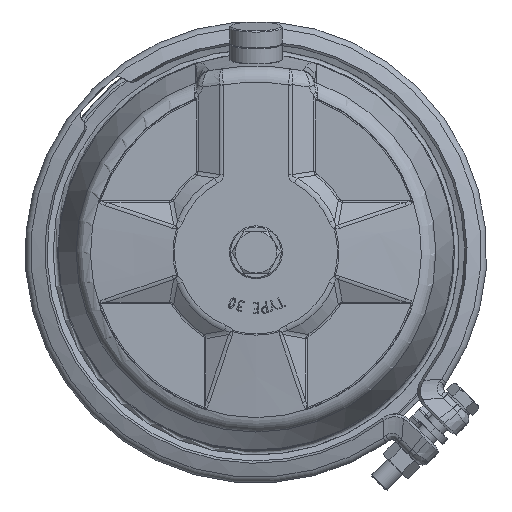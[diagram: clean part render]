
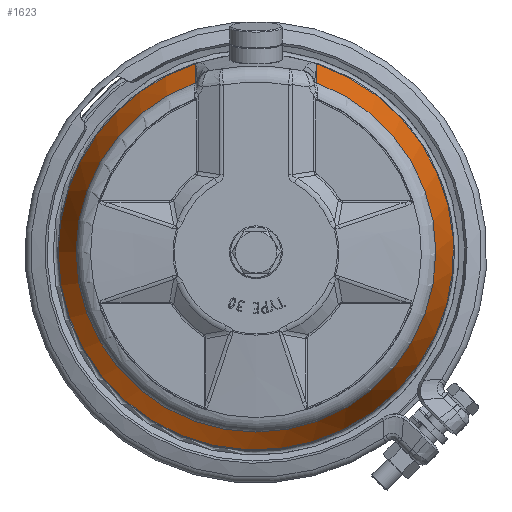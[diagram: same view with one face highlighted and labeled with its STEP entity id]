
A CAD part, left-side view. The second image highlights one B-rep face of the part: STEP entity #1623.
In plain terms, the highlighted conical face has half-angle 18 degrees and reference radius 81.811 mm.
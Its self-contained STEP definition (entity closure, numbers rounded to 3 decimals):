
#1623 = ADVANCED_FACE( '', ( #3834 ), #3835, .T. );
#3834 = FACE_OUTER_BOUND( '', #13241, .T. );
#3835 = CONICAL_SURFACE( '', #13242, 81.811, 0.314 );
#13241 = EDGE_LOOP( '', ( #34002, #34003, #34004, #34005, #34006, #34007 ) );
#13242 = AXIS2_PLACEMENT_3D( '', #34008, #34009, #34010 );
#34002 = ORIENTED_EDGE( '', *, *, #40266, .F. );
#34003 = ORIENTED_EDGE( '', *, *, #40267, .T. );
#34004 = ORIENTED_EDGE( '', *, *, #40268, .T. );
#34005 = ORIENTED_EDGE( '', *, *, #40269, .T. );
#34006 = ORIENTED_EDGE( '', *, *, #40270, .T. );
#34007 = ORIENTED_EDGE( '', *, *, #40271, .F. );
#34008 = CARTESIAN_POINT( '', ( -37.807, 0., 0. ) );
#34009 = DIRECTION( '', ( 1., 0., 0. ) );
#34010 = DIRECTION( '', ( 0., 0., 1. ) );
#40266 = EDGE_CURVE( '', #44392, #44393, #44394, .T. );
#40267 = EDGE_CURVE( '', #44392, #42524, #44395, .T. );
#40268 = EDGE_CURVE( '', #42524, #44396, #44397, .T. );
#40269 = EDGE_CURVE( '', #44396, #44398, #44399, .T. );
#40270 = EDGE_CURVE( '', #44398, #44400, #44401, .T. );
#40271 = EDGE_CURVE( '', #44393, #44400, #44402, .T. );
#42524 = VERTEX_POINT( '', #48805 );
#44392 = VERTEX_POINT( '', #54583 );
#44393 = VERTEX_POINT( '', #54584 );
#44394 = B_SPLINE_CURVE_WITH_KNOTS( '', 5, ( #54585, #54586, #54587, #54588, #54589, #54590 ), .UNSPECIFIED., .F., .F., ( 6, 6 ), ( 0., 1. ), .UNSPECIFIED. );
#44395 = CIRCLE( '', #54591, 81.811 );
#44396 = VERTEX_POINT( '', #54592 );
#44397 = B_SPLINE_CURVE_WITH_KNOTS( '', 5, ( #54593, #54594, #54595, #54596, #54597, #54598, #54599, #54600, #54601 ), .UNSPECIFIED., .F., .F., ( 6, 3, 6 ), ( 17.072, 48.594, 54.438 ), .UNSPECIFIED. );
#44398 = VERTEX_POINT( '', #54602 );
#44399 = B_SPLINE_CURVE_WITH_KNOTS( '', 5, ( #54603, #54604, #54605, #54606, #54607, #54608 ), .UNSPECIFIED., .F., .F., ( 6, 6 ), ( 0., 0.968 ), .UNSPECIFIED. );
#44400 = VERTEX_POINT( '', #54609 );
#44401 = CIRCLE( '', #54610, 89.956 );
#44402 = B_SPLINE_CURVE_WITH_KNOTS( '', 4, ( #54611, #54612, #54613, #54614, #54615 ), .UNSPECIFIED., .F., .F., ( 5, 5 ), ( 0., 0.968 ), .UNSPECIFIED. );
#48805 = CARTESIAN_POINT( '', ( -37.807, 27.667, 76.991 ) );
#54583 = CARTESIAN_POINT( '', ( -37.807, -27.667, 76.991 ) );
#54584 = CARTESIAN_POINT( '', ( -12.838, -27.71, 85.548 ) );
#54585 = CARTESIAN_POINT( '', ( -37.807, -27.667, 76.991 ) );
#54586 = CARTESIAN_POINT( '', ( -32.818, -27.677, 78.71 ) );
#54587 = CARTESIAN_POINT( '', ( -27.827, -27.686, 80.425 ) );
#54588 = CARTESIAN_POINT( '', ( -22.833, -27.694, 82.136 ) );
#54589 = CARTESIAN_POINT( '', ( -17.836, -27.702, 83.843 ) );
#54590 = CARTESIAN_POINT( '', ( -12.838, -27.71, 85.548 ) );
#54591 = AXIS2_PLACEMENT_3D( '', #61337, #61338, #61339 );
#54592 = CARTESIAN_POINT( '', ( -12.838, 27.71, 85.548 ) );
#54593 = CARTESIAN_POINT( '', ( -37.807, 27.667, 76.991 ) );
#54594 = CARTESIAN_POINT( '', ( -33.598, 27.675, 78.441 ) );
#54595 = CARTESIAN_POINT( '', ( -29.388, 27.683, 79.888 ) );
#54596 = CARTESIAN_POINT( '', ( -25.175, 27.69, 81.333 ) );
#54597 = CARTESIAN_POINT( '', ( -20.18, 27.699, 83.042 ) );
#54598 = CARTESIAN_POINT( '', ( -15.183, 27.707, 84.748 ) );
#54599 = CARTESIAN_POINT( '', ( -14.401, 27.708, 85.015 ) );
#54600 = CARTESIAN_POINT( '', ( -13.62, 27.709, 85.281 ) );
#54601 = CARTESIAN_POINT( '', ( -12.838, 27.71, 85.548 ) );
#54602 = CARTESIAN_POINT( '', ( -12.738, 27.783, 85.559 ) );
#54603 = CARTESIAN_POINT( '', ( -12.838, 27.71, 85.548 ) );
#54604 = CARTESIAN_POINT( '', ( -12.818, 27.721, 85.551 ) );
#54605 = CARTESIAN_POINT( '', ( -12.795, 27.736, 85.554 ) );
#54606 = CARTESIAN_POINT( '', ( -12.771, 27.754, 85.557 ) );
#54607 = CARTESIAN_POINT( '', ( -12.756, 27.767, 85.558 ) );
#54608 = CARTESIAN_POINT( '', ( -12.738, 27.783, 85.559 ) );
#54609 = CARTESIAN_POINT( '', ( -12.738, -27.783, 85.559 ) );
#54610 = AXIS2_PLACEMENT_3D( '', #61340, #61341, #61342 );
#54611 = CARTESIAN_POINT( '', ( -12.838, -27.71, 85.548 ) );
#54612 = CARTESIAN_POINT( '', ( -12.814, -27.724, 85.552 ) );
#54613 = CARTESIAN_POINT( '', ( -12.78, -27.747, 85.556 ) );
#54614 = CARTESIAN_POINT( '', ( -12.76, -27.763, 85.557 ) );
#54615 = CARTESIAN_POINT( '', ( -12.738, -27.783, 85.559 ) );
#61337 = CARTESIAN_POINT( '', ( -37.807, 0., 0. ) );
#61338 = DIRECTION( '', ( 1., 0., 0. ) );
#61339 = DIRECTION( '', ( 0., 1., 0. ) );
#61340 = CARTESIAN_POINT( '', ( -12.738, 0., 0. ) );
#61341 = DIRECTION( '', ( -1., 0., 0. ) );
#61342 = DIRECTION( '', ( 0., 1., 0. ) );
